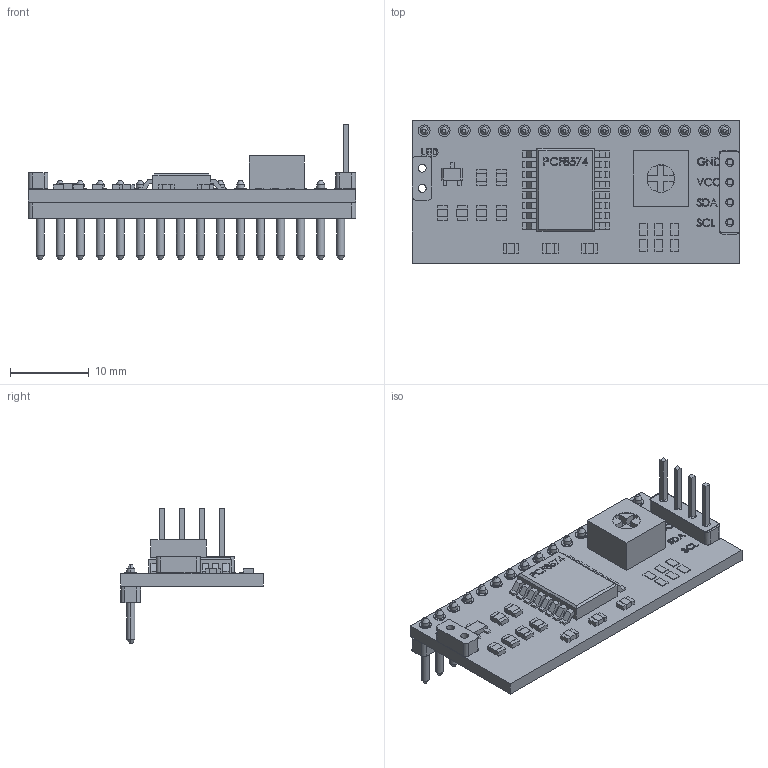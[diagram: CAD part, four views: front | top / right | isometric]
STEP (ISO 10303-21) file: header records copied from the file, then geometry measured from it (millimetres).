
FILE_DESCRIPTION(('FreeCAD Model'),'2;1');
FILE_NAME('Open CASCADE Shape Model','2022-03-10T13:50:51',('Author'),( ''),'Open CASCADE STEP processor 7.5','FreeCAD','Unknown');
FILE_SCHEMA(('AUTOMOTIVE_DESIGN { 1 0 10303 214 1 1 1 1 }'));
Length unit declared in the file: millimetre
Products named in the file (3): module-i2c-pcd8574; User Library-I2C LCD Adapter PCF8574; Body
Assembly tree (2 placements, depth 2):
  module-i2c-pcd8574
    User Library-I2C LCD Adapter PCF8574
    Body
Bounding box: 41.5 x 18 x 17.15 mm (x, y, z)
Volume: 3871 mm3; surface area: 5901.8 mm2
Topology: 2 solids, 2 shells, 1990 faces, 5106 edges, 3346 vertices
Faces by surface type: plane 1196, cylinder 416, bspline 250, cone 128
Entity records: 78088 total; most frequent: CARTESIAN_POINT 26223, ORIENTED_EDGE 10212, DIRECTION 9086, EDGE_CURVE 5106, LINE 3564, VECTOR 3564, VERTEX_POINT 3346, AXIS2_PLACEMENT_3D 2761
